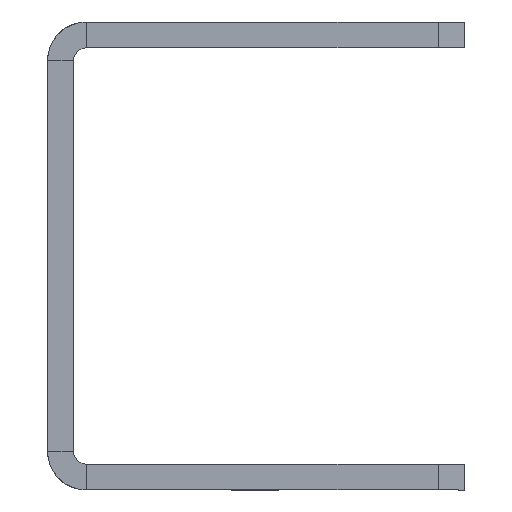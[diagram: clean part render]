
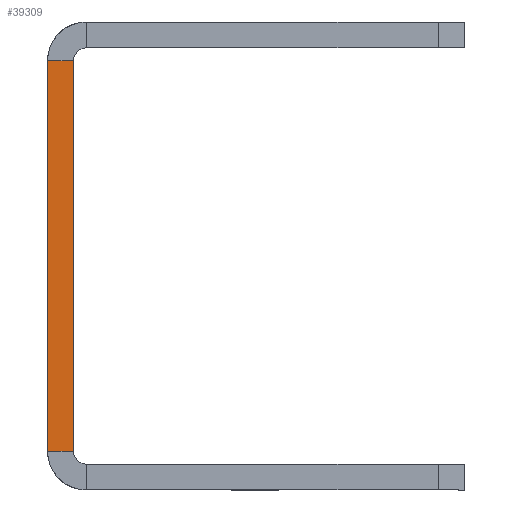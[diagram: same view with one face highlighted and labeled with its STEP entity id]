
A CAD part, left-side view. The second image highlights one B-rep face of the part: STEP entity #39309.
In plain terms, the highlighted planar face has unit normal (-1, 0, 0).
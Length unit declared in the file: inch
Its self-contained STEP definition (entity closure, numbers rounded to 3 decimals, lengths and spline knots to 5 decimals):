
#1435 = VECTOR ( 'NONE', #24877, 39.37008 ) ;
#2399 = CARTESIAN_POINT ( 'NONE',  ( -5., 0.06299, -0.57087 ) ) ;
#3126 = LINE ( 'NONE', #27157, #50515 ) ;
#3534 = CARTESIAN_POINT ( 'NONE',  ( -5., 0., -0.47587 ) ) ;
#3562 = ORIENTED_EDGE ( 'NONE', *, *, #38470, .T. ) ;
#5108 = CARTESIAN_POINT ( 'NONE',  ( -5., 0., -0.57087 ) ) ;
#5288 = CARTESIAN_POINT ( 'NONE',  ( -5., 0., 0.47587 ) ) ;
#7268 = CARTESIAN_POINT ( 'NONE',  ( -5., 0.06299, 0.47587 ) ) ;
#9970 = LINE ( 'NONE', #5288, #26353 ) ;
#10907 = LINE ( 'NONE', #5108, #1435 ) ;
#11519 = DIRECTION ( 'NONE',  ( 0., 0., 1. ) ) ;
#12254 = ORIENTED_EDGE ( 'NONE', *, *, #31710, .F. ) ;
#16553 = VERTEX_POINT ( 'NONE', #26633 ) ;
#19994 = FACE_OUTER_BOUND ( 'NONE', #39800, .T. ) ;
#22920 = VERTEX_POINT ( 'NONE', #7268 ) ;
#23524 = LINE ( 'NONE', #3534, #33598 ) ;
#24877 = DIRECTION ( 'NONE',  ( 0., 0., 1. ) ) ;
#25760 = VERTEX_POINT ( 'NONE', #45543 ) ;
#26353 = VECTOR ( 'NONE', #50458, 39.37008 ) ;
#26633 = CARTESIAN_POINT ( 'NONE',  ( -5., 0., -0.47587 ) ) ;
#27157 = CARTESIAN_POINT ( 'NONE',  ( -5., 0.06299, -0.57087 ) ) ;
#28110 = ORIENTED_EDGE ( 'NONE', *, *, #48507, .T. ) ;
#29608 = EDGE_CURVE ( 'NONE', #46841, #22920, #3126, .T. ) ;
#31174 = ORIENTED_EDGE ( 'NONE', *, *, #29608, .F. ) ;
#31710 = EDGE_CURVE ( 'NONE', #16553, #46841, #23524, .T. ) ;
#33598 = VECTOR ( 'NONE', #35628, 39.37008 ) ;
#35628 = DIRECTION ( 'NONE',  ( 0., 1., 0. ) ) ;
#38470 = EDGE_CURVE ( 'NONE', #25760, #22920, #9970, .T. ) ;
#39309 = ADVANCED_FACE ( 'NONE', ( #19994 ), #43143, .F. ) ;
#39800 = EDGE_LOOP ( 'NONE', ( #3562, #31174, #12254, #28110 ) ) ;
#43143 = PLANE ( 'NONE',  #48071 ) ;
#45543 = CARTESIAN_POINT ( 'NONE',  ( -5., 0., 0.47587 ) ) ;
#46674 = DIRECTION ( 'NONE',  ( 0., 0., -1. ) ) ;
#46841 = VERTEX_POINT ( 'NONE', #47523 ) ;
#47523 = CARTESIAN_POINT ( 'NONE',  ( -5., 0.06299, -0.47587 ) ) ;
#48071 = AXIS2_PLACEMENT_3D ( 'NONE', #2399, #50922, #46674 ) ;
#48507 = EDGE_CURVE ( 'NONE', #16553, #25760, #10907, .T. ) ;
#50458 = DIRECTION ( 'NONE',  ( 0., 1., 0. ) ) ;
#50515 = VECTOR ( 'NONE', #11519, 39.37008 ) ;
#50922 = DIRECTION ( 'NONE',  ( 1., 0., 0. ) ) ;
